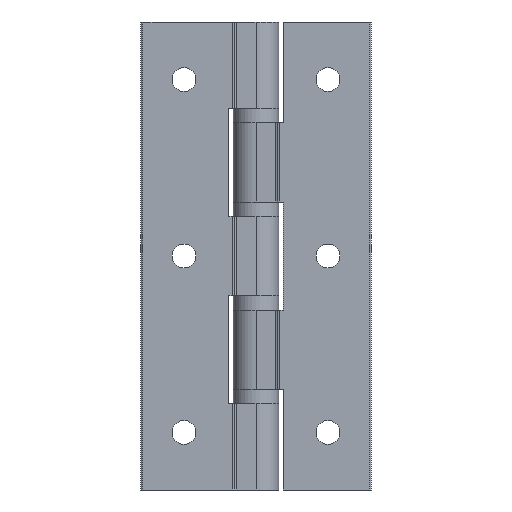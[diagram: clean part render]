
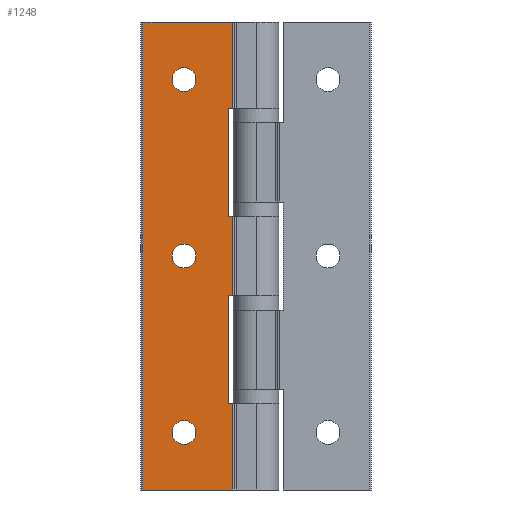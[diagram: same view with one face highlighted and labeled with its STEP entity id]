
A CAD part, front view. The second image highlights one B-rep face of the part: STEP entity #1248.
In plain terms, the highlighted planar face has unit normal (0, -1, 0).
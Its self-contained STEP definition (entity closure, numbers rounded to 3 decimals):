
#110=FACE_BOUND('',#327,.T.);
#111=FACE_BOUND('',#328,.T.);
#112=FACE_BOUND('',#329,.T.);
#169=CIRCLE('',#1350,1.65);
#171=CIRCLE('',#1354,1.65);
#173=CIRCLE('',#1358,1.65);
#239=FACE_OUTER_BOUND('',#326,.T.);
#326=EDGE_LOOP('',(#994,#995,#996,#997,#998,#999,#1000,#1001,#1002,#1003,
#1004,#1005));
#327=EDGE_LOOP('',(#1006));
#328=EDGE_LOOP('',(#1007));
#329=EDGE_LOOP('',(#1008));
#398=LINE('',#1858,#489);
#401=LINE('',#1864,#492);
#405=LINE('',#1885,#496);
#408=LINE('',#1895,#499);
#411=LINE('',#1901,#502);
#415=LINE('',#1922,#506);
#431=LINE('',#1971,#522);
#432=LINE('',#1974,#523);
#433=LINE('',#1985,#524);
#436=LINE('',#1993,#527);
#440=LINE('',#2020,#531);
#441=LINE('',#2022,#532);
#489=VECTOR('',#1455,15.);
#492=VECTOR('',#1460,0.518);
#496=VECTOR('',#1480,0.518);
#499=VECTOR('',#1487,15.);
#502=VECTOR('',#1492,0.518);
#506=VECTOR('',#1512,0.518);
#522=VECTOR('',#1564,12.);
#523=VECTOR('',#1567,12.);
#524=VECTOR('',#1580,65.);
#527=VECTOR('',#1589,12.418);
#531=VECTOR('',#1625,11.);
#532=VECTOR('',#1628,12.418);
#580=VERTEX_POINT('',#1855);
#581=VERTEX_POINT('',#1857);
#583=VERTEX_POINT('',#1863);
#592=VERTEX_POINT('',#1883);
#596=VERTEX_POINT('',#1892);
#597=VERTEX_POINT('',#1894);
#599=VERTEX_POINT('',#1900);
#608=VERTEX_POINT('',#1920);
#623=VERTEX_POINT('',#1969);
#624=VERTEX_POINT('',#1973);
#627=VERTEX_POINT('',#1982);
#628=VERTEX_POINT('',#1984);
#633=VERTEX_POINT('',#2004);
#635=VERTEX_POINT('',#2010);
#637=VERTEX_POINT('',#2016);
#700=EDGE_CURVE('',#581,#580,#398,.T.);
#703=EDGE_CURVE('',#583,#581,#401,.T.);
#714=EDGE_CURVE('',#580,#592,#405,.T.);
#718=EDGE_CURVE('',#597,#596,#408,.T.);
#721=EDGE_CURVE('',#599,#597,#411,.T.);
#732=EDGE_CURVE('',#596,#608,#415,.T.);
#757=EDGE_CURVE('',#623,#608,#431,.T.);
#758=EDGE_CURVE('',#583,#624,#432,.T.);
#762=EDGE_CURVE('',#627,#628,#433,.T.);
#767=EDGE_CURVE('',#624,#627,#436,.T.);
#772=EDGE_CURVE('',#633,#633,#169,.T.);
#774=EDGE_CURVE('',#635,#635,#171,.T.);
#776=EDGE_CURVE('',#637,#637,#173,.T.);
#778=EDGE_CURVE('',#599,#592,#440,.T.);
#779=EDGE_CURVE('',#623,#628,#441,.T.);
#994=ORIENTED_EDGE('',*,*,#714,.T.);
#995=ORIENTED_EDGE('',*,*,#778,.F.);
#996=ORIENTED_EDGE('',*,*,#721,.T.);
#997=ORIENTED_EDGE('',*,*,#718,.T.);
#998=ORIENTED_EDGE('',*,*,#732,.T.);
#999=ORIENTED_EDGE('',*,*,#757,.F.);
#1000=ORIENTED_EDGE('',*,*,#779,.T.);
#1001=ORIENTED_EDGE('',*,*,#762,.F.);
#1002=ORIENTED_EDGE('',*,*,#767,.F.);
#1003=ORIENTED_EDGE('',*,*,#758,.F.);
#1004=ORIENTED_EDGE('',*,*,#703,.T.);
#1005=ORIENTED_EDGE('',*,*,#700,.T.);
#1006=ORIENTED_EDGE('',*,*,#772,.T.);
#1007=ORIENTED_EDGE('',*,*,#774,.T.);
#1008=ORIENTED_EDGE('',*,*,#776,.T.);
#1198=PLANE('',#1360);
#1248=ADVANCED_FACE('',(#239,#110,#111,#112),#1198,.T.);
#1350=AXIS2_PLACEMENT_3D('',#2005,#1604,#1605);
#1354=AXIS2_PLACEMENT_3D('',#2011,#1612,#1613);
#1358=AXIS2_PLACEMENT_3D('',#2017,#1620,#1621);
#1360=AXIS2_PLACEMENT_3D('',#2021,#1626,#1627);
#1455=DIRECTION('',(0.,0.,1.));
#1460=DIRECTION('',(-1.,0.,0.));
#1480=DIRECTION('',(1.,0.,0.));
#1487=DIRECTION('',(0.,0.,1.));
#1492=DIRECTION('',(-1.,0.,0.));
#1512=DIRECTION('',(1.,0.,0.));
#1564=DIRECTION('',(0.,0.,-1.));
#1567=DIRECTION('',(0.,0.,-1.));
#1580=DIRECTION('',(0.,0.,1.));
#1589=DIRECTION('',(-1.,0.,0.));
#1604=DIRECTION('center_axis',(0.,1.,0.));
#1605=DIRECTION('ref_axis',(1.,0.,0.));
#1612=DIRECTION('center_axis',(0.,1.,0.));
#1613=DIRECTION('ref_axis',(1.,0.,0.));
#1620=DIRECTION('center_axis',(0.,1.,0.));
#1621=DIRECTION('ref_axis',(1.,0.,0.));
#1625=DIRECTION('',(0.,0.,-1.));
#1626=DIRECTION('center_axis',(0.,-1.,0.));
#1627=DIRECTION('ref_axis',(-1.,0.,0.));
#1628=DIRECTION('',(-1.,0.,0.));
#1855=CARTESIAN_POINT('',(-3.8,0.,-38.));
#1857=CARTESIAN_POINT('',(-3.8,0.,-53.));
#1858=CARTESIAN_POINT('',(-3.8,0.,-26.5));
#1863=CARTESIAN_POINT('',(-3.282,0.,-53.));
#1864=CARTESIAN_POINT('',(4.273,0.,-53.));
#1883=CARTESIAN_POINT('',(-3.282,0.,-38.));
#1885=CARTESIAN_POINT('',(-1.9,0.,-38.));
#1892=CARTESIAN_POINT('',(-3.8,0.,-12.));
#1894=CARTESIAN_POINT('',(-3.8,0.,-27.));
#1895=CARTESIAN_POINT('',(-3.8,0.,-13.5));
#1900=CARTESIAN_POINT('',(-3.282,0.,-27.));
#1901=CARTESIAN_POINT('',(3.203,0.,-27.));
#1920=CARTESIAN_POINT('',(-3.282,0.,-12.));
#1922=CARTESIAN_POINT('',(-1.9,0.,-12.));
#1969=CARTESIAN_POINT('',(-3.282,0.,0.));
#1971=CARTESIAN_POINT('',(-3.282,0.,0.));
#1973=CARTESIAN_POINT('',(-3.282,0.,-65.));
#1974=CARTESIAN_POINT('',(-3.282,0.,0.));
#1982=CARTESIAN_POINT('',(-15.7,0.,-65.));
#1984=CARTESIAN_POINT('',(-15.7,0.,0.));
#1985=CARTESIAN_POINT('',(-15.7,0.,0.));
#1993=CARTESIAN_POINT('',(0.,0.,-65.));
#2004=CARTESIAN_POINT('',(-11.65,0.,-32.5));
#2005=CARTESIAN_POINT('Origin',(-10.,0.,-32.5));
#2010=CARTESIAN_POINT('',(-11.65,0.,-57.));
#2011=CARTESIAN_POINT('Origin',(-10.,0.,-57.));
#2016=CARTESIAN_POINT('',(-11.65,0.,-8.));
#2017=CARTESIAN_POINT('Origin',(-10.,0.,-8.));
#2020=CARTESIAN_POINT('',(-3.282,0.,0.));
#2021=CARTESIAN_POINT('Origin',(0.,0.,
0.));
#2022=CARTESIAN_POINT('',(0.,0.,0.));
